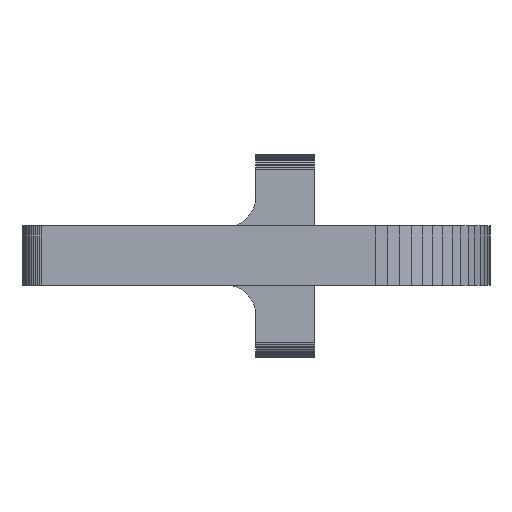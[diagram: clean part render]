
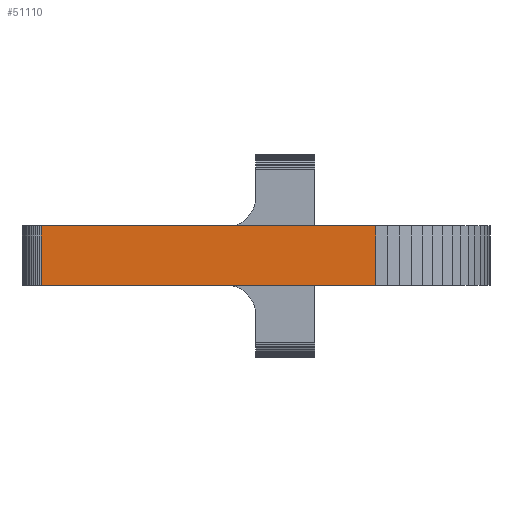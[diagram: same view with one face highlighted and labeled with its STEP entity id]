
A CAD part, front view. The second image highlights one B-rep face of the part: STEP entity #51110.
In plain terms, the highlighted planar face has unit normal (0, -1, 0).
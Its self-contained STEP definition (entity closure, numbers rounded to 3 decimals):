
#32 = PLANE('',#33);
#33 = AXIS2_PLACEMENT_3D('',#34,#35,#36);
#34 = CARTESIAN_POINT('',(-13.3,-22.294,-8.55
    ));
#35 = DIRECTION('',(0.,0.,1.));
#36 = DIRECTION('',(0.,1.,0.));
#2773 = VERTEX_POINT('',#2774);
#2774 = CARTESIAN_POINT('',(-36.,-45.,-8.55));
#2788 = PLANE('',#2789);
#2789 = AXIS2_PLACEMENT_3D('',#2790,#2791,#2792);
#2790 = CARTESIAN_POINT('',(-36.131,-44.993,
    -12.45));
#2791 = DIRECTION('',(-0.052,-0.999,-0.));
#2792 = DIRECTION('',(-0.999,0.052,0.));
#2800 = EDGE_CURVE('',#2773,#2801,#2803,.T.);
#2801 = VERTEX_POINT('',#2802);
#2802 = CARTESIAN_POINT('',(8.,-45.,-8.55));
#2803 = SURFACE_CURVE('',#2804,(#2808,#2815),.PCURVE_S1.);
#2804 = LINE('',#2805,#2806);
#2805 = CARTESIAN_POINT('',(-36.,-45.,-8.55));
#2806 = VECTOR('',#2807,1.);
#2807 = DIRECTION('',(1.,0.,0.));
#2808 = PCURVE('',#32,#2809);
#2809 = DEFINITIONAL_REPRESENTATION('',(#2810),#2814);
#2810 = LINE('',#2811,#2812);
#2811 = CARTESIAN_POINT('',(-22.706,22.7));
#2812 = VECTOR('',#2813,1.);
#2813 = DIRECTION('',(0.,-1.));
#2814 = ( GEOMETRIC_REPRESENTATION_CONTEXT(2) 
PARAMETRIC_REPRESENTATION_CONTEXT() REPRESENTATION_CONTEXT('2D SPACE',''
  ) );
#2815 = PCURVE('',#2816,#2821);
#2816 = PLANE('',#2817);
#2817 = AXIS2_PLACEMENT_3D('',#2818,#2819,#2820);
#2818 = CARTESIAN_POINT('',(-14.,-45.,-12.45));
#2819 = DIRECTION('',(-0.,-1.,-0.));
#2820 = DIRECTION('',(0.,0.,-1.));
#2821 = DEFINITIONAL_REPRESENTATION('',(#2822),#2826);
#2822 = LINE('',#2823,#2824);
#2823 = CARTESIAN_POINT('',(-3.9,-22.));
#2824 = VECTOR('',#2825,1.);
#2825 = DIRECTION('',(0.,1.));
#2826 = ( GEOMETRIC_REPRESENTATION_CONTEXT(2) 
PARAMETRIC_REPRESENTATION_CONTEXT() REPRESENTATION_CONTEXT('2D SPACE',''
  ) );
#2844 = PLANE('',#2845);
#2845 = AXIS2_PLACEMENT_3D('',#2846,#2847,#2848);
#2846 = CARTESIAN_POINT('',(8.784,-44.959,-12.45
    ));
#2847 = DIRECTION('',(0.052,-0.999,0.));
#2848 = DIRECTION('',(-0.999,-0.052,0.));
#15118 = PLANE('',#15119);
#15119 = AXIS2_PLACEMENT_3D('',#15120,#15121,#15122);
#15120 = CARTESIAN_POINT('',(-13.366,-22.325,
    -16.35));
#15121 = DIRECTION('',(0.,0.,-1.));
#15122 = DIRECTION('',(0.,-1.,0.));
#22341 = VERTEX_POINT('',#22342);
#22342 = CARTESIAN_POINT('',(8.,-45.,-16.35));
#22363 = EDGE_CURVE('',#22341,#22364,#22366,.T.);
#22364 = VERTEX_POINT('',#22365);
#22365 = CARTESIAN_POINT('',(-36.,-45.,-16.35));
#22366 = SURFACE_CURVE('',#22367,(#22371,#22378),.PCURVE_S1.);
#22367 = LINE('',#22368,#22369);
#22368 = CARTESIAN_POINT('',(8.,-45.,-16.35));
#22369 = VECTOR('',#22370,1.);
#22370 = DIRECTION('',(-1.,0.,0.));
#22371 = PCURVE('',#15118,#22372);
#22372 = DEFINITIONAL_REPRESENTATION('',(#22373),#22377);
#22373 = LINE('',#22374,#22375);
#22374 = CARTESIAN_POINT('',(22.675,-21.366));
#22375 = VECTOR('',#22376,1.);
#22376 = DIRECTION('',(0.,1.));
#22377 = ( GEOMETRIC_REPRESENTATION_CONTEXT(2) 
PARAMETRIC_REPRESENTATION_CONTEXT() REPRESENTATION_CONTEXT('2D SPACE',''
  ) );
#22378 = PCURVE('',#2816,#22379);
#22379 = DEFINITIONAL_REPRESENTATION('',(#22380),#22384);
#22380 = LINE('',#22381,#22382);
#22381 = CARTESIAN_POINT('',(3.9,22.));
#22382 = VECTOR('',#22383,1.);
#22383 = DIRECTION('',(0.,-1.));
#22384 = ( GEOMETRIC_REPRESENTATION_CONTEXT(2) 
PARAMETRIC_REPRESENTATION_CONTEXT() REPRESENTATION_CONTEXT('2D SPACE',''
  ) );
#51090 = EDGE_CURVE('',#22364,#2773,#51091,.T.);
#51091 = SURFACE_CURVE('',#51092,(#51096,#51103),.PCURVE_S1.);
#51092 = LINE('',#51093,#51094);
#51093 = CARTESIAN_POINT('',(-36.,-45.,-16.35));
#51094 = VECTOR('',#51095,1.);
#51095 = DIRECTION('',(0.,0.,1.));
#51096 = PCURVE('',#2788,#51097);
#51097 = DEFINITIONAL_REPRESENTATION('',(#51098),#51102);
#51098 = LINE('',#51099,#51100);
#51099 = CARTESIAN_POINT('',(-0.131,3.9));
#51100 = VECTOR('',#51101,1.);
#51101 = DIRECTION('',(0.,-1.));
#51102 = ( GEOMETRIC_REPRESENTATION_CONTEXT(2) 
PARAMETRIC_REPRESENTATION_CONTEXT() REPRESENTATION_CONTEXT('2D SPACE',''
  ) );
#51103 = PCURVE('',#2816,#51104);
#51104 = DEFINITIONAL_REPRESENTATION('',(#51105),#51109);
#51105 = LINE('',#51106,#51107);
#51106 = CARTESIAN_POINT('',(3.9,-22.));
#51107 = VECTOR('',#51108,1.);
#51108 = DIRECTION('',(-1.,0.));
#51109 = ( GEOMETRIC_REPRESENTATION_CONTEXT(2) 
PARAMETRIC_REPRESENTATION_CONTEXT() REPRESENTATION_CONTEXT('2D SPACE',''
  ) );
#51110 = ADVANCED_FACE('',(#51111),#2816,.T.);
#51111 = FACE_BOUND('',#51112,.T.);
#51112 = EDGE_LOOP('',(#51113,#51114,#51115,#51116));
#51113 = ORIENTED_EDGE('',*,*,#2800,.F.);
#51114 = ORIENTED_EDGE('',*,*,#51090,.F.);
#51115 = ORIENTED_EDGE('',*,*,#22363,.F.);
#51116 = ORIENTED_EDGE('',*,*,#51117,.T.);
#51117 = EDGE_CURVE('',#22341,#2801,#51118,.T.);
#51118 = SURFACE_CURVE('',#51119,(#51123,#51130),.PCURVE_S1.);
#51119 = LINE('',#51120,#51121);
#51120 = CARTESIAN_POINT('',(8.,-45.,-16.35));
#51121 = VECTOR('',#51122,1.);
#51122 = DIRECTION('',(0.,0.,1.));
#51123 = PCURVE('',#2816,#51124);
#51124 = DEFINITIONAL_REPRESENTATION('',(#51125),#51129);
#51125 = LINE('',#51126,#51127);
#51126 = CARTESIAN_POINT('',(3.9,22.));
#51127 = VECTOR('',#51128,1.);
#51128 = DIRECTION('',(-1.,0.));
#51129 = ( GEOMETRIC_REPRESENTATION_CONTEXT(2) 
PARAMETRIC_REPRESENTATION_CONTEXT() REPRESENTATION_CONTEXT('2D SPACE',''
  ) );
#51130 = PCURVE('',#2844,#51131);
#51131 = DEFINITIONAL_REPRESENTATION('',(#51132),#51136);
#51132 = LINE('',#51133,#51134);
#51133 = CARTESIAN_POINT('',(0.785,3.9));
#51134 = VECTOR('',#51135,1.);
#51135 = DIRECTION('',(0.,-1.));
#51136 = ( GEOMETRIC_REPRESENTATION_CONTEXT(2) 
PARAMETRIC_REPRESENTATION_CONTEXT() REPRESENTATION_CONTEXT('2D SPACE',''
  ) );
